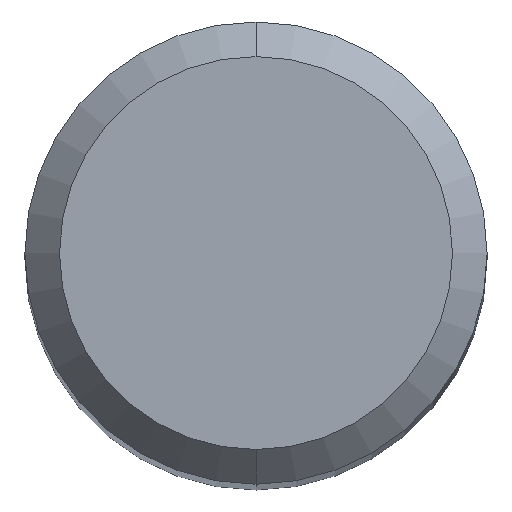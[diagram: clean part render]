
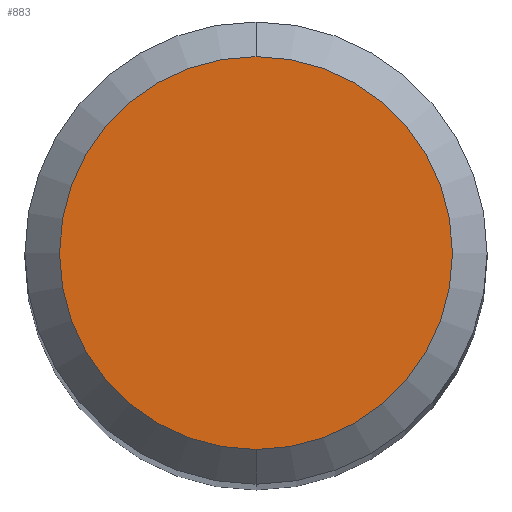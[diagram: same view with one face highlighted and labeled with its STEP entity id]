
A CAD part, top view. The second image highlights one B-rep face of the part: STEP entity #883.
In plain terms, the highlighted planar face has unit normal (0, 0, 1).
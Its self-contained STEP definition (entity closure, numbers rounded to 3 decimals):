
#643=EDGE_CURVE('',#827,#899,#1417,.T.);
#731=EDGE_CURVE('',#899,#827,#1516,.T.);
#827=VERTEX_POINT('',#1621);
#883=ADVANCED_FACE('',(#1681),#1682,.T.);
#899=VERTEX_POINT('',#1698);
#1417=CIRCLE('',#2908,1.7);
#1516=CIRCLE('',#3354,1.7);
#1621=CARTESIAN_POINT('',(0.0,1.7,0.0));
#1681=FACE_OUTER_BOUND('',#3906,.T.);
#1682=PLANE('',#3907);
#1698=CARTESIAN_POINT('',(0.,-1.7,0.0));
#2908=AXIS2_PLACEMENT_3D('',#5273,#5274,#5275);
#3354=AXIS2_PLACEMENT_3D('',#5406,#5407,#5408);
#3906=EDGE_LOOP('',(#5612,#5613));
#3907=AXIS2_PLACEMENT_3D('',#5614,#5615,#5616);
#5273=CARTESIAN_POINT('',(0.0,0.0,0.0));
#5274=DIRECTION('',(0.0,0.0,-1.0));
#5275=DIRECTION('',(0.0,1.0,0.0));
#5406=CARTESIAN_POINT('',(0.0,0.0,0.0));
#5407=DIRECTION('',(0.0,0.0,-1.0));
#5408=DIRECTION('',(0.0,1.0,0.0));
#5612=ORIENTED_EDGE('',*,*,#643,.F.);
#5613=ORIENTED_EDGE('',*,*,#731,.F.);
#5614=CARTESIAN_POINT('',(0.0,0.85,0.0));
#5615=DIRECTION('',(-0.0,0.0,1.0));
#5616=DIRECTION('',(0.0,-1.0,0.0));
